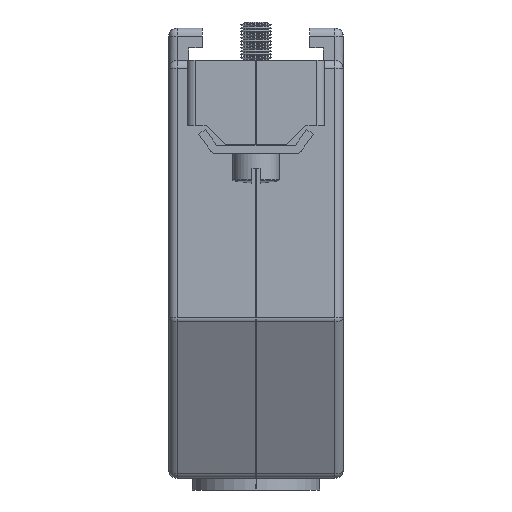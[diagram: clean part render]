
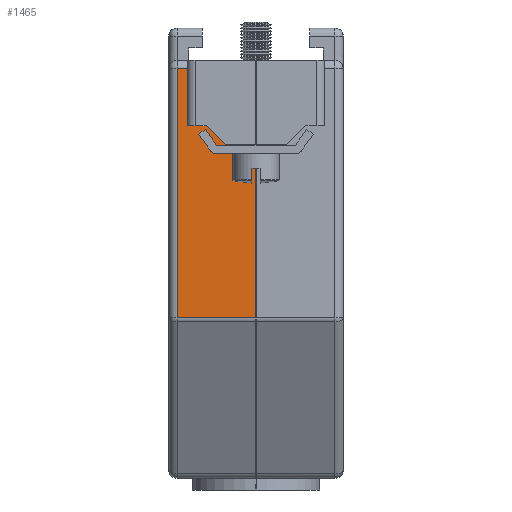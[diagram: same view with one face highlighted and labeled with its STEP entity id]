
A CAD part, left-side view. The second image highlights one B-rep face of the part: STEP entity #1465.
In plain terms, the highlighted face is planar.
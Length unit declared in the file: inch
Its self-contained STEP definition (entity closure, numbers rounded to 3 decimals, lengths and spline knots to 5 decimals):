
#82 = VECTOR ( 'NONE', #332, 39.37008 ) ;
#301 = ORIENTED_EDGE ( 'NONE', *, *, #6242, .T. ) ;
#332 = DIRECTION ( 'NONE',  ( 0., 0., -1. ) ) ;
#1335 = EDGE_CURVE ( 'NONE', #5447, #7207, #2320, .T. ) ;
#1465 = ADVANCED_FACE ( 'NONE', ( #10535 ), #15620, .F. ) ;
#1493 = DIRECTION ( 'NONE',  ( 0., 0.707, -0.707 ) ) ;
#1943 = CARTESIAN_POINT ( 'NONE',  ( 0.81, 0., -0.58751 ) ) ;
#1965 = CARTESIAN_POINT ( 'NONE',  ( 0.81, 0.252, -1.29 ) ) ;
#2015 = DIRECTION ( 'NONE',  ( 0., 1., 0. ) ) ;
#2125 = VERTEX_POINT ( 'NONE', #8553 ) ;
#2135 = CARTESIAN_POINT ( 'NONE',  ( 0.81, 0., -1.22 ) ) ;
#2256 = EDGE_CURVE ( 'NONE', #12158, #5447, #14212, .T. ) ;
#2320 = LINE ( 'NONE', #4498, #14941 ) ;
#2984 = CARTESIAN_POINT ( 'NONE',  ( 0.81, 0.289, -0.58751 ) ) ;
#3057 = VECTOR ( 'NONE', #3428, 39.37008 ) ;
#3172 = EDGE_CURVE ( 'NONE', #12158, #12794, #6296, .T. ) ;
#3425 = CARTESIAN_POINT ( 'NONE',  ( 0.81, 0., -0.58 ) ) ;
#3428 = DIRECTION ( 'NONE',  ( 0., -1., 0. ) ) ;
#4498 = CARTESIAN_POINT ( 'NONE',  ( 0.81, 0.252, -1.29 ) ) ;
#4715 = DIRECTION ( 'NONE',  ( 0., 0., 1. ) ) ;
#4895 = DIRECTION ( 'NONE',  ( 0., 0., 1. ) ) ;
#4929 = EDGE_CURVE ( 'NONE', #14738, #2125, #9211, .T. ) ;
#5447 = VERTEX_POINT ( 'NONE', #7509 ) ;
#5550 = ORIENTED_EDGE ( 'NONE', *, *, #12385, .T. ) ;
#5734 = EDGE_CURVE ( 'NONE', #8873, #9062, #14942, .T. ) ;
#5959 = VECTOR ( 'NONE', #12101, 39.37008 ) ;
#6242 = EDGE_CURVE ( 'NONE', #7207, #14738, #6571, .T. ) ;
#6296 = LINE ( 'NONE', #11993, #3057 ) ;
#6514 = CARTESIAN_POINT ( 'NONE',  ( 0.81, 0.252, -0.94666 ) ) ;
#6571 = LINE ( 'NONE', #6514, #82 ) ;
#6726 = ORIENTED_EDGE ( 'NONE', *, *, #1335, .T. ) ;
#6778 = AXIS2_PLACEMENT_3D ( 'NONE', #8370, #7146, #4715 ) ;
#7060 = DIRECTION ( 'NONE',  ( 0., 0., -1. ) ) ;
#7128 = ORIENTED_EDGE ( 'NONE', *, *, #9891, .T. ) ;
#7146 = DIRECTION ( 'NONE',  ( -1., 0., 0. ) ) ;
#7207 = VERTEX_POINT ( 'NONE', #1965 ) ;
#7228 = CARTESIAN_POINT ( 'NONE',  ( 0.81, 0.319, -1.5 ) ) ;
#7509 = CARTESIAN_POINT ( 'NONE',  ( 0.81, 0.182, -1.29 ) ) ;
#8346 = LINE ( 'NONE', #3425, #14848 ) ;
#8370 = CARTESIAN_POINT ( 'NONE',  ( 0.81, 0.319, -0.58 ) ) ;
#8553 = CARTESIAN_POINT ( 'NONE',  ( 0.81, 0.289, -1.5 ) ) ;
#8780 = VECTOR ( 'NONE', #4895, 39.37008 ) ;
#8814 = CARTESIAN_POINT ( 'NONE',  ( 0.81, 0.182, -1.29 ) ) ;
#8873 = VERTEX_POINT ( 'NONE', #2984 ) ;
#9040 = ORIENTED_EDGE ( 'NONE', *, *, #5734, .T. ) ;
#9062 = VERTEX_POINT ( 'NONE', #1943 ) ;
#9211 = LINE ( 'NONE', #7228, #5959 ) ;
#9272 = ORIENTED_EDGE ( 'NONE', *, *, #2256, .T. ) ;
#9314 = ORIENTED_EDGE ( 'NONE', *, *, #4929, .T. ) ;
#9554 = DIRECTION ( 'NONE',  ( 0., -1., 0. ) ) ;
#9891 = EDGE_CURVE ( 'NONE', #2125, #8873, #14916, .T. ) ;
#9979 = EDGE_LOOP ( 'NONE', ( #7128, #9040, #5550, #12165, #9272, #6726, #301, #9314 ) ) ;
#10535 = FACE_OUTER_BOUND ( 'NONE', #9979, .T. ) ;
#10940 = VECTOR ( 'NONE', #1493, 39.37008 ) ;
#11684 = VECTOR ( 'NONE', #9554, 39.37008 ) ;
#11993 = CARTESIAN_POINT ( 'NONE',  ( 0.81, 0.319, -1.22 ) ) ;
#12101 = DIRECTION ( 'NONE',  ( 0., 1., 0. ) ) ;
#12158 = VERTEX_POINT ( 'NONE', #15196 ) ;
#12165 = ORIENTED_EDGE ( 'NONE', *, *, #3172, .F. ) ;
#12191 = CARTESIAN_POINT ( 'NONE',  ( 0.81, 0.289, -0.58 ) ) ;
#12385 = EDGE_CURVE ( 'NONE', #9062, #12794, #8346, .T. ) ;
#12794 = VERTEX_POINT ( 'NONE', #2135 ) ;
#14212 = LINE ( 'NONE', #8814, #10940 ) ;
#14480 = CARTESIAN_POINT ( 'NONE',  ( 0.81, 0.252, -1.5 ) ) ;
#14484 = CARTESIAN_POINT ( 'NONE',  ( 0.81, 0.319, -0.58751 ) ) ;
#14738 = VERTEX_POINT ( 'NONE', #14480 ) ;
#14848 = VECTOR ( 'NONE', #7060, 39.37008 ) ;
#14916 = LINE ( 'NONE', #12191, #8780 ) ;
#14941 = VECTOR ( 'NONE', #2015, 39.37008 ) ;
#14942 = LINE ( 'NONE', #14484, #11684 ) ;
#15196 = CARTESIAN_POINT ( 'NONE',  ( 0.81, 0.112, -1.22 ) ) ;
#15620 = PLANE ( 'NONE',  #6778 ) ;
